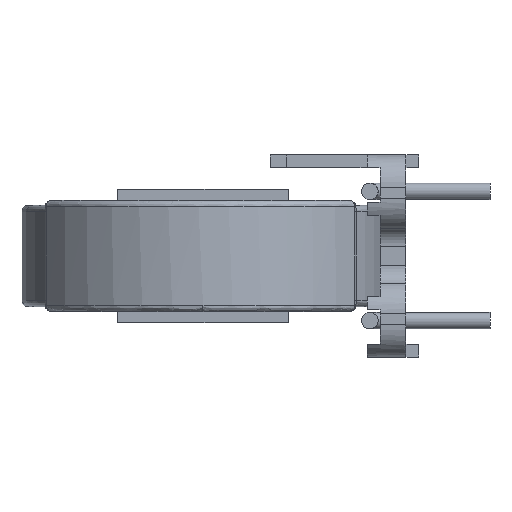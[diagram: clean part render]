
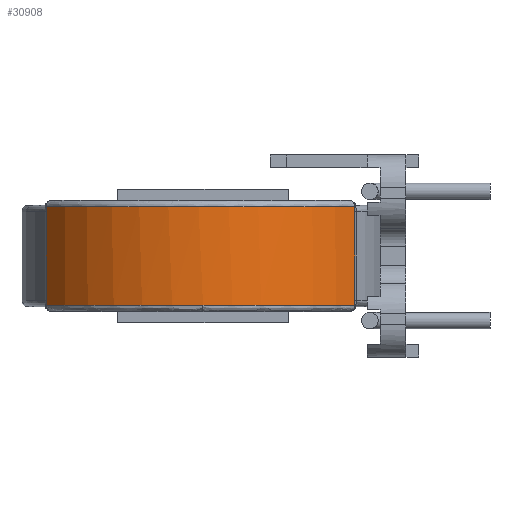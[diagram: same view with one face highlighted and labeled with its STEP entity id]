
A CAD part, left-side view. The second image highlights one B-rep face of the part: STEP entity #30908.
In plain terms, the highlighted cylindrical face has radius 14.64 mm (diameter 29.28 mm), a partial arc.
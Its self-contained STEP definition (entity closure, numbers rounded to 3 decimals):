
#1596 = EDGE_CURVE ( 'NONE', #20710, #20705, #26905, .T. ) ;
#3903 = EDGE_CURVE ( 'NONE', #6673, #20710, #27029, .T. ) ;
#3917 = EDGE_CURVE ( 'NONE', #8692, #6673, #12583, .T. ) ;
#3986 = EDGE_CURVE ( 'NONE', #6872, #8658, #12963, .T. ) ;
#4057 = EDGE_CURVE ( 'NONE', #8689, #20705, #13180, .T. ) ;
#4086 = EDGE_CURVE ( 'NONE', #6807, #8694, #13262, .T. ) ;
#4100 = EDGE_CURVE ( 'NONE', #8697, #8692, #13535, .T. ) ;
#4104 = EDGE_CURVE ( 'NONE', #8694, #8698, #13536, .T. ) ;
#4109 = EDGE_CURVE ( 'NONE', #8698, #8697, #13308, .T. ) ;
#4191 = EDGE_CURVE ( 'NONE', #6872, #6807, #27165, .T. ) ;
#4243 = EDGE_CURVE ( 'NONE', #8689, #8671, #13606, .T. ) ;
#4244 = EDGE_CURVE ( 'NONE', #8667, #8658, #13604, .T. ) ;
#4338 = EDGE_CURVE ( 'NONE', #8667, #8671, #15583, .T. ) ;
#5004 = VECTOR ( 'NONE', #12965, 1000. ) ;
#5030 = VECTOR ( 'NONE', #13182, 1000. ) ;
#5038 = VECTOR ( 'NONE', #13264, 1000. ) ;
#5174 = AXIS2_PLACEMENT_3D ( 'NONE', #12550, #12563, #12564 ) ;
#5179 = VECTOR ( 'NONE', #12585, 1000. ) ;
#5711 = EDGE_LOOP ( 'NONE', ( #8538, #8535, #8539, #8541, #8540, #8543, #8536, #8554, #8551, #8553, #8546, #8555, #8549 ) ) ;
#6506 = CARTESIAN_POINT ( 'NONE',  ( -0.053, 15.93, -3.865 ) ) ;
#6507 = DIRECTION ( 'NONE',  ( 0., 0., 1. ) ) ;
#6508 = DIRECTION ( 'NONE',  ( 1., 0., 0. ) ) ;
#6673 = VERTEX_POINT ( 'NONE', #17451 ) ;
#6807 = VERTEX_POINT ( 'NONE', #17585 ) ;
#6872 = VERTEX_POINT ( 'NONE', #17650 ) ;
#8535 = ORIENTED_EDGE ( 'NONE', *, *, #4338, .T. ) ;
#8536 = ORIENTED_EDGE ( 'NONE', *, *, #3917, .F. ) ;
#8538 = ORIENTED_EDGE ( 'NONE', *, *, #4244, .F. ) ;
#8539 = ORIENTED_EDGE ( 'NONE', *, *, #4243, .F. ) ;
#8540 = ORIENTED_EDGE ( 'NONE', *, *, #1596, .F. ) ;
#8541 = ORIENTED_EDGE ( 'NONE', *, *, #4057, .T. ) ;
#8543 = ORIENTED_EDGE ( 'NONE', *, *, #3903, .F. ) ;
#8546 = ORIENTED_EDGE ( 'NONE', *, *, #4086, .F. ) ;
#8549 = ORIENTED_EDGE ( 'NONE', *, *, #3986, .T. ) ;
#8551 = ORIENTED_EDGE ( 'NONE', *, *, #4109, .F. ) ;
#8553 = ORIENTED_EDGE ( 'NONE', *, *, #4104, .F. ) ;
#8554 = ORIENTED_EDGE ( 'NONE', *, *, #4100, .F. ) ;
#8555 = ORIENTED_EDGE ( 'NONE', *, *, #4191, .F. ) ;
#8658 = VERTEX_POINT ( 'NONE', #17706 ) ;
#8667 = VERTEX_POINT ( 'NONE', #17715 ) ;
#8671 = VERTEX_POINT ( 'NONE', #17719 ) ;
#8689 = VERTEX_POINT ( 'NONE', #17737 ) ;
#8692 = VERTEX_POINT ( 'NONE', #17740 ) ;
#8694 = VERTEX_POINT ( 'NONE', #17742 ) ;
#8697 = VERTEX_POINT ( 'NONE', #17745 ) ;
#8698 = VERTEX_POINT ( 'NONE', #17746 ) ;
#9597 = VECTOR ( 'NONE', #13310, 1000. ) ;
#9615 = AXIS2_PLACEMENT_3D ( 'NONE', #13892, #13906, #13908 ) ;
#12550 = CARTESIAN_POINT ( 'NONE',  ( -0.053, 15.93, -3.865 ) ) ;
#12563 = DIRECTION ( 'NONE',  ( 0., 0., 1. ) ) ;
#12564 = DIRECTION ( 'NONE',  ( 1., 0., 0. ) ) ;
#12583 = LINE ( 'NONE', #12584, #5179 ) ;
#12584 = CARTESIAN_POINT ( 'NONE',  ( -7.973, 28.243, -4.365 ) ) ;
#12585 = DIRECTION ( 'NONE',  ( 0., 0., -1. ) ) ;
#12963 = LINE ( 'NONE', #12964, #5004 ) ;
#12964 = CARTESIAN_POINT ( 'NONE',  ( -8.556, 4.013, -4.365 ) ) ;
#12965 = DIRECTION ( 'NONE',  ( 0., 0., -1. ) ) ;
#13180 = LINE ( 'NONE', #13181, #5030 ) ;
#13181 = CARTESIAN_POINT ( 'NONE',  ( -8.556, 4.013, -4.365 ) ) ;
#13182 = DIRECTION ( 'NONE',  ( 0., 0., -1. ) ) ;
#13262 = LINE ( 'NONE', #13263, #5038 ) ;
#13263 = CARTESIAN_POINT ( 'NONE',  ( -7.973, 28.243, -4.365 ) ) ;
#13264 = DIRECTION ( 'NONE',  ( 0., 0., -1. ) ) ;
#13289 = CARTESIAN_POINT ( 'NONE',  ( -7.96, 28.251, -3.475 ) ) ;
#13290 = CARTESIAN_POINT ( 'NONE',  ( -7.96, 28.251, -3.529 ) ) ;
#13291 = CARTESIAN_POINT ( 'NONE',  ( -7.963, 28.249, -3.583 ) ) ;
#13292 = CARTESIAN_POINT ( 'NONE',  ( -7.969, 28.245, -3.691 ) ) ;
#13293 = CARTESIAN_POINT ( 'NONE',  ( -7.973, 28.243, -3.745 ) ) ;
#13294 = CARTESIAN_POINT ( 'NONE',  ( -7.973, 28.243, -3.799 ) ) ;
#13298 = CARTESIAN_POINT ( 'NONE',  ( -7.973, 28.243, 3.799 ) ) ;
#13299 = CARTESIAN_POINT ( 'NONE',  ( -7.973, 28.243, 3.745 ) ) ;
#13300 = CARTESIAN_POINT ( 'NONE',  ( -7.969, 28.245, 3.691 ) ) ;
#13301 = CARTESIAN_POINT ( 'NONE',  ( -7.963, 28.249, 3.583 ) ) ;
#13302 = CARTESIAN_POINT ( 'NONE',  ( -7.96, 28.251, 3.529 ) ) ;
#13303 = CARTESIAN_POINT ( 'NONE',  ( -7.96, 28.251, 3.475 ) ) ;
#13308 = LINE ( 'NONE', #13309, #9597 ) ;
#13309 = CARTESIAN_POINT ( 'NONE',  ( -7.96, 28.251, -4.365 ) ) ;
#13310 = DIRECTION ( 'NONE',  ( 0., 0., -1. ) ) ;
#13535 = B_SPLINE_CURVE_WITH_KNOTS ( 'NONE', 3,
 ( #13289, #13290, #13291, #13292, #13293, #13294 ),
 .UNSPECIFIED., .F., .F.,
 ( 4, 2, 4 ),
 ( 0., 0.5, 1. ),
 .UNSPECIFIED. ) ;
#13536 = B_SPLINE_CURVE_WITH_KNOTS ( 'NONE', 3,
 ( #13298, #13299, #13300, #13301, #13302, #13303 ),
 .UNSPECIFIED., .F., .F.,
 ( 4, 2, 4 ),
 ( 0., 0.5, 1. ),
 .UNSPECIFIED. ) ;
#13604 = B_SPLINE_CURVE_WITH_KNOTS ( 'NONE', 3,
 ( #15214, #15215, #15216, #15217, #15218, #15219 ),
 .UNSPECIFIED., .F., .F.,
 ( 4, 2, 4 ),
 ( 0., 0.5, 1. ),
 .UNSPECIFIED. ) ;
#13606 = B_SPLINE_CURVE_WITH_KNOTS ( 'NONE', 3,
 ( #15205, #15209, #15210, #15211, #15212, #15213 ),
 .UNSPECIFIED., .F., .F.,
 ( 4, 2, 4 ),
 ( 0., 0.5, 1. ),
 .UNSPECIFIED. ) ;
#13892 = CARTESIAN_POINT ( 'NONE',  ( -0.053, 15.93, 3.865 ) ) ;
#13906 = DIRECTION ( 'NONE',  ( 0., 0., -1. ) ) ;
#13908 = DIRECTION ( 'NONE',  ( 1., 0., 0. ) ) ;
#15205 = CARTESIAN_POINT ( 'NONE',  ( -8.556, 4.013, -3.799 ) ) ;
#15209 = CARTESIAN_POINT ( 'NONE',  ( -8.556, 4.013, -3.745 ) ) ;
#15210 = CARTESIAN_POINT ( 'NONE',  ( -8.553, 4.011, -3.691 ) ) ;
#15211 = CARTESIAN_POINT ( 'NONE',  ( -8.547, 4.007, -3.583 ) ) ;
#15212 = CARTESIAN_POINT ( 'NONE',  ( -8.544, 4.005, -3.529 ) ) ;
#15213 = CARTESIAN_POINT ( 'NONE',  ( -8.544, 4.005, -3.475 ) ) ;
#15214 = CARTESIAN_POINT ( 'NONE',  ( -8.544, 4.005, 3.475 ) ) ;
#15215 = CARTESIAN_POINT ( 'NONE',  ( -8.544, 4.005, 3.529 ) ) ;
#15216 = CARTESIAN_POINT ( 'NONE',  ( -8.547, 4.007, 3.583 ) ) ;
#15217 = CARTESIAN_POINT ( 'NONE',  ( -8.553, 4.011, 3.691 ) ) ;
#15218 = CARTESIAN_POINT ( 'NONE',  ( -8.556, 4.013, 3.745 ) ) ;
#15219 = CARTESIAN_POINT ( 'NONE',  ( -8.556, 4.013, 3.799 ) ) ;
#15583 = LINE ( 'NONE', #15584, #16345 ) ;
#15584 = CARTESIAN_POINT ( 'NONE',  ( -8.544, 4.005, 3.975 ) ) ;
#15585 = DIRECTION ( 'NONE',  ( 0., 0., -1. ) ) ;
#15635 = AXIS2_PLACEMENT_3D ( 'NONE', #27762, #27763, #27764 ) ;
#15636 = CYLINDRICAL_SURFACE ( 'NONE', #15635, 14.64 ) ;
#16345 = VECTOR ( 'NONE', #15585, 1000. ) ;
#17451 = CARTESIAN_POINT ( 'NONE',  ( -7.973, 28.243, -3.865 ) ) ;
#17585 = CARTESIAN_POINT ( 'NONE',  ( -7.973, 28.243, 3.865 ) ) ;
#17650 = CARTESIAN_POINT ( 'NONE',  ( -8.556, 4.013, 3.865 ) ) ;
#17706 = CARTESIAN_POINT ( 'NONE',  ( -8.556, 4.013, 3.799 ) ) ;
#17715 = CARTESIAN_POINT ( 'NONE',  ( -8.544, 4.005, 3.475 ) ) ;
#17719 = CARTESIAN_POINT ( 'NONE',  ( -8.544, 4.005, -3.475 ) ) ;
#17737 = CARTESIAN_POINT ( 'NONE',  ( -8.556, 4.013, -3.799 ) ) ;
#17740 = CARTESIAN_POINT ( 'NONE',  ( -7.973, 28.243, -3.799 ) ) ;
#17742 = CARTESIAN_POINT ( 'NONE',  ( -7.973, 28.243, 3.799 ) ) ;
#17745 = CARTESIAN_POINT ( 'NONE',  ( -7.96, 28.251, -3.475 ) ) ;
#17746 = CARTESIAN_POINT ( 'NONE',  ( -7.96, 28.251, 3.475 ) ) ;
#17895 = FACE_OUTER_BOUND ( 'NONE', #5711, .T. ) ;
#18093 = CARTESIAN_POINT ( 'NONE',  ( -8.556, 4.013, -3.865 ) ) ;
#18097 = CARTESIAN_POINT ( 'NONE',  ( -14.693, 15.93, -3.865 ) ) ;
#19826 = AXIS2_PLACEMENT_3D ( 'NONE', #6506, #6507, #6508 ) ;
#20705 = VERTEX_POINT ( 'NONE', #18093 ) ;
#20710 = VERTEX_POINT ( 'NONE', #18097 ) ;
#26905 = CIRCLE ( 'NONE', #19826, 14.64 ) ;
#27029 = CIRCLE ( 'NONE', #5174, 14.64 ) ;
#27165 = CIRCLE ( 'NONE', #9615, 14.64 ) ;
#27762 = CARTESIAN_POINT ( 'NONE',  ( -0.053, 15.93, -4.365 ) ) ;
#27763 = DIRECTION ( 'NONE',  ( 0., 0., 1. ) ) ;
#27764 = DIRECTION ( 'NONE',  ( 1., 0., 0. ) ) ;
#30908 = ADVANCED_FACE ( 'NONE', ( #17895 ), #15636, .F. ) ;
